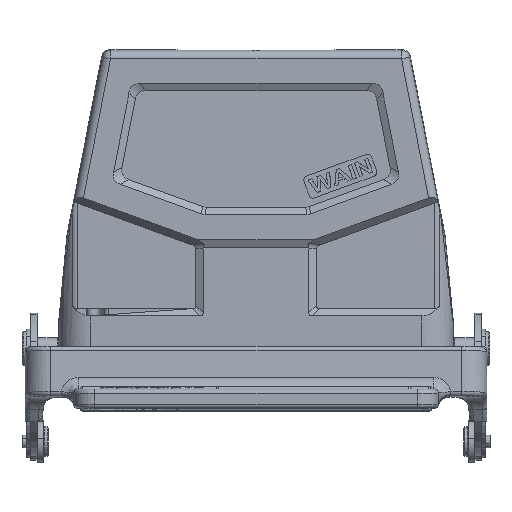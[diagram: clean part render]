
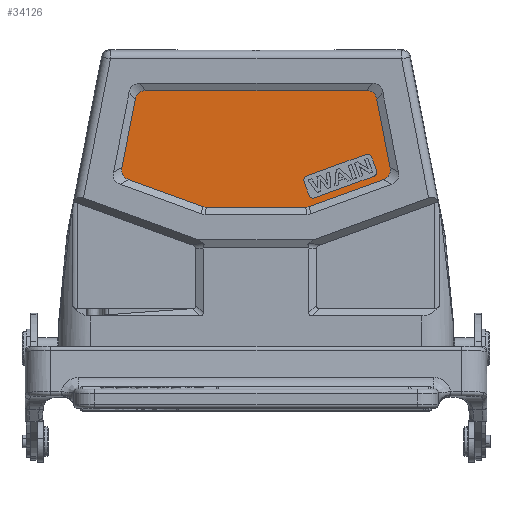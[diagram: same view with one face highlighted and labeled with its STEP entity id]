
A CAD part, top view. The second image highlights one B-rep face of the part: STEP entity #34126.
In plain terms, the highlighted planar face has unit normal (0, 0, 1).
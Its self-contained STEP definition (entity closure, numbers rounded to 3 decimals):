
#8760=CARTESIAN_POINT('',(-31.712,16.08,21.5));
#8761=CARTESIAN_POINT('',(-31.848,15.381,21.5));
#8762=CARTESIAN_POINT('',(-31.684,14.231,21.5));
#8763=CARTESIAN_POINT('',(-30.782,13.497,21.5));
#8764=CARTESIAN_POINT('',(-30.113,13.254,21.5));
#8790=DIRECTION('',(0.191,-0.982,0.));
#8791=VECTOR('',#8790,16.467);
#8792=CARTESIAN_POINT('',(28.57,32.245,21.5));
#8793=LINE('',#8792,#8791);
#8794=DIRECTION('',(-0.94,-0.342,0.));
#8795=VECTOR('',#8794,18.628);
#8796=CARTESIAN_POINT('',(30.113,13.254,21.5));
#8797=LINE('',#8796,#8795);
#8798=CARTESIAN_POINT('',(12.609,6.883,21.5));
#8799=CARTESIAN_POINT('',(12.333,6.782,21.5));
#8800=CARTESIAN_POINT('',(12.048,6.732,21.5));
#8801=CARTESIAN_POINT('',(11.754,6.732,21.5));
#8803=DIRECTION('',(-1.,0.,0.));
#8804=VECTOR('',#8803,23.508);
#8805=CARTESIAN_POINT('',(11.754,6.732,21.5));
#8806=LINE('',#8805,#8804);
#8807=CARTESIAN_POINT('',(-11.754,6.732,21.5));
#8808=CARTESIAN_POINT('',(-12.048,6.732,21.5));
#8809=CARTESIAN_POINT('',(-12.333,6.782,21.5));
#8810=CARTESIAN_POINT('',(-12.609,6.883,21.5));
#8812=DIRECTION('',(-0.94,0.342,0.));
#8813=VECTOR('',#8812,18.628);
#8814=CARTESIAN_POINT('',(-12.609,6.883,21.5));
#8815=LINE('',#8814,#8813);
#8816=DIRECTION('',(0.191,0.982,0.));
#8817=VECTOR('',#8816,16.467);
#8818=CARTESIAN_POINT('',(-31.712,16.08,21.5));
#8819=LINE('',#8818,#8817);
#8820=CARTESIAN_POINT('',(-28.57,32.245,21.5));
#8821=CARTESIAN_POINT('',(-28.439,32.919,21.5));
#8822=CARTESIAN_POINT('',(-27.877,33.904,21.5));
#8823=CARTESIAN_POINT('',(-26.803,34.268,21.5));
#8824=CARTESIAN_POINT('',(-26.116,34.268,21.5));
#8826=DIRECTION('',(1.,0.,0.));
#8827=VECTOR('',#8826,52.232);
#8828=CARTESIAN_POINT('',(-26.116,34.268,21.5));
#8829=LINE('',#8828,#8827);
#8830=CARTESIAN_POINT('',(26.116,34.268,21.5));
#8831=CARTESIAN_POINT('',(26.803,34.268,21.5));
#8832=CARTESIAN_POINT('',(27.877,33.904,21.5));
#8833=CARTESIAN_POINT('',(28.439,32.919,21.5));
#8834=CARTESIAN_POINT('',(28.57,32.245,21.5));
#8836=DIRECTION('',(0.342,-0.94,0.));
#8837=VECTOR('',#8836,3.5);
#8838=CARTESIAN_POINT('',(11.364,12.815,21.5));
#8839=LINE('',#8838,#8837);
#8840=CARTESIAN_POINT('',(13.501,9.868,21.5));
#8841=DIRECTION('',(0.,0.,1.));
#8842=DIRECTION('',(-0.94,-0.342,0.));
#8843=AXIS2_PLACEMENT_3D('',#8840,#8841,#8842);
#8845=DIRECTION('',(0.94,0.342,0.));
#8846=VECTOR('',#8845,15.);
#8847=CARTESIAN_POINT('',(13.843,8.928,21.5));
#8848=LINE('',#8847,#8846);
#8849=CARTESIAN_POINT('',(27.597,14.998,21.5));
#8850=DIRECTION('',(0.,0.,1.));
#8851=DIRECTION('',(0.342,-0.94,0.));
#8852=AXIS2_PLACEMENT_3D('',#8849,#8850,#8851);
#8854=CARTESIAN_POINT('',(27.597,14.998,21.5));
#8855=DIRECTION('',(0.,0.,1.));
#8856=DIRECTION('',(1.,0.,0.));
#8857=AXIS2_PLACEMENT_3D('',#8854,#8855,#8856);
#8859=DIRECTION('',(-0.342,0.94,0.));
#8860=VECTOR('',#8859,3.5);
#8861=CARTESIAN_POINT('',(28.536,15.34,21.5));
#8862=LINE('',#8861,#8860);
#8863=CARTESIAN_POINT('',(26.4,18.287,21.5));
#8864=DIRECTION('',(0.,0.,1.));
#8865=DIRECTION('',(0.94,0.342,0.));
#8866=AXIS2_PLACEMENT_3D('',#8863,#8864,#8865);
#8868=DIRECTION('',(-0.94,-0.342,0.));
#8869=VECTOR('',#8868,15.);
#8870=CARTESIAN_POINT('',(26.058,19.227,21.5));
#8871=LINE('',#8870,#8869);
#8872=CARTESIAN_POINT('',(12.304,13.157,21.5));
#8873=DIRECTION('',(0.,0.,1.));
#8874=DIRECTION('',(-0.342,0.94,0.));
#8875=AXIS2_PLACEMENT_3D('',#8872,#8873,#8874);
#8877=CARTESIAN_POINT('',(12.304,13.157,21.5));
#8878=DIRECTION('',(0.,0.,1.));
#8879=DIRECTION('',(-1.,0.,0.));
#8880=AXIS2_PLACEMENT_3D('',#8877,#8878,#8879);
#8900=CARTESIAN_POINT('',(30.113,13.254,21.5));
#8901=CARTESIAN_POINT('',(30.782,13.497,21.5));
#8902=CARTESIAN_POINT('',(31.684,14.231,21.5));
#8903=CARTESIAN_POINT('',(31.848,15.381,21.5));
#8904=CARTESIAN_POINT('',(31.712,16.08,21.5));
#16494=CARTESIAN_POINT('',(12.609,6.883,21.5));
#16495=VERTEX_POINT('',#16494);
#16496=CARTESIAN_POINT('',(30.113,13.254,21.5));
#16497=VERTEX_POINT('',#16496);
#16498=CARTESIAN_POINT('',(11.754,6.732,21.5));
#16499=VERTEX_POINT('',#16498);
#16500=CARTESIAN_POINT('',(-11.754,6.732,21.5));
#16501=VERTEX_POINT('',#16500);
#16502=CARTESIAN_POINT('',(-12.609,6.883,21.5));
#16503=VERTEX_POINT('',#16502);
#16504=CARTESIAN_POINT('',(-30.113,13.254,21.5));
#16505=VERTEX_POINT('',#16504);
#16506=CARTESIAN_POINT('',(-31.712,16.08,21.5));
#16507=VERTEX_POINT('',#16506);
#16508=CARTESIAN_POINT('',(-28.57,32.245,21.5));
#16509=VERTEX_POINT('',#16508);
#16510=CARTESIAN_POINT('',(-26.116,34.268,21.5));
#16511=VERTEX_POINT('',#16510);
#16512=CARTESIAN_POINT('',(26.116,34.268,21.5));
#16513=VERTEX_POINT('',#16512);
#16514=CARTESIAN_POINT('',(28.57,32.245,21.5));
#16515=CARTESIAN_POINT('',(31.712,16.08,21.5));
#16516=VERTEX_POINT('',#16514);
#16517=VERTEX_POINT('',#16515);
#16518=CARTESIAN_POINT('',(11.364,12.815,21.5));
#16519=CARTESIAN_POINT('',(12.562,9.526,21.5));
#16520=VERTEX_POINT('',#16518);
#16521=VERTEX_POINT('',#16519);
#16522=CARTESIAN_POINT('',(13.843,8.928,21.5));
#16523=VERTEX_POINT('',#16522);
#16524=CARTESIAN_POINT('',(27.939,14.059,21.5));
#16525=VERTEX_POINT('',#16524);
#16526=CARTESIAN_POINT('',(28.597,14.998,21.5));
#16527=VERTEX_POINT('',#16526);
#16528=CARTESIAN_POINT('',(28.536,15.34,21.5));
#16529=VERTEX_POINT('',#16528);
#16530=CARTESIAN_POINT('',(27.339,18.629,21.5));
#16531=VERTEX_POINT('',#16530);
#16532=CARTESIAN_POINT('',(26.058,19.227,21.5));
#16533=VERTEX_POINT('',#16532);
#16534=CARTESIAN_POINT('',(11.962,14.097,21.5));
#16535=VERTEX_POINT('',#16534);
#16536=CARTESIAN_POINT('',(11.304,13.157,21.5));
#16537=VERTEX_POINT('',#16536);
#34082=CARTESIAN_POINT('',(-34.102,12.862,21.5));
#34083=DIRECTION('',(0.,0.,-1.));
#34084=DIRECTION('',(-1.,0.,0.));
#34085=AXIS2_PLACEMENT_3D('',#34082,#34083,#34084);
#34086=PLANE('',#34085);
#34088=ORIENTED_EDGE('',*,*,#34087,.T.);
#34090=ORIENTED_EDGE('',*,*,#34089,.F.);
#34091=ORIENTED_EDGE('',*,*,#33963,.T.);
#34092=ORIENTED_EDGE('',*,*,#33978,.T.);
#34093=ORIENTED_EDGE('',*,*,#33992,.T.);
#34094=ORIENTED_EDGE('',*,*,#34006,.T.);
#34095=ORIENTED_EDGE('',*,*,#34020,.T.);
#34096=ORIENTED_EDGE('',*,*,#34034,.F.);
#34097=ORIENTED_EDGE('',*,*,#34048,.T.);
#34098=ORIENTED_EDGE('',*,*,#34062,.T.);
#34099=ORIENTED_EDGE('',*,*,#34073,.T.);
#34101=ORIENTED_EDGE('',*,*,#34100,.T.);
#34102=EDGE_LOOP('',(#34088,#34090,#34091,#34092,#34093,#34094,#34095,#34096,
#34097,#34098,#34099,#34101));
#34103=FACE_OUTER_BOUND('',#34102,.F.);
#34105=ORIENTED_EDGE('',*,*,#34104,.T.);
#34107=ORIENTED_EDGE('',*,*,#34106,.T.);
#34109=ORIENTED_EDGE('',*,*,#34108,.T.);
#34111=ORIENTED_EDGE('',*,*,#34110,.T.);
#34113=ORIENTED_EDGE('',*,*,#34112,.T.);
#34115=ORIENTED_EDGE('',*,*,#34114,.T.);
#34117=ORIENTED_EDGE('',*,*,#34116,.T.);
#34119=ORIENTED_EDGE('',*,*,#34118,.T.);
#34121=ORIENTED_EDGE('',*,*,#34120,.T.);
#34123=ORIENTED_EDGE('',*,*,#34122,.T.);
#34124=EDGE_LOOP('',(#34105,#34107,#34109,#34111,#34113,#34115,#34117,#34119,
#34121,#34123));
#34125=FACE_BOUND('',#34124,.F.);
#34126=ADVANCED_FACE('',(#34103,#34125),#34086,.F.);
#8765=B_SPLINE_CURVE_WITH_KNOTS('',3,(#8760,#8761,#8762,#8763,#8764),
.UNSPECIFIED.,.F.,.F.,(4,1,4),(0.,0.5,1.),.UNSPECIFIED.);
#8802=B_SPLINE_CURVE_WITH_KNOTS('',3,(#8798,#8799,#8800,#8801),.UNSPECIFIED.,
.F.,.F.,(4,4),(0.,1.),.UNSPECIFIED.);
#8811=B_SPLINE_CURVE_WITH_KNOTS('',3,(#8807,#8808,#8809,#8810),.UNSPECIFIED.,
.F.,.F.,(4,4),(0.,1.),.UNSPECIFIED.);
#8825=B_SPLINE_CURVE_WITH_KNOTS('',3,(#8820,#8821,#8822,#8823,#8824),
.UNSPECIFIED.,.F.,.F.,(4,1,4),(0.,0.5,1.),.UNSPECIFIED.);
#8835=B_SPLINE_CURVE_WITH_KNOTS('',3,(#8830,#8831,#8832,#8833,#8834),
.UNSPECIFIED.,.F.,.F.,(4,1,4),(0.,0.5,1.),.UNSPECIFIED.);
#8844=CIRCLE('',#8843,1.);
#8853=CIRCLE('',#8852,1.);
#8858=CIRCLE('',#8857,1.);
#8867=CIRCLE('',#8866,1.);
#8876=CIRCLE('',#8875,1.);
#8881=CIRCLE('',#8880,1.);
#8905=B_SPLINE_CURVE_WITH_KNOTS('',3,(#8900,#8901,#8902,#8903,#8904),
.UNSPECIFIED.,.F.,.F.,(4,1,4),(0.,0.5,1.),.UNSPECIFIED.);
#33963=EDGE_CURVE('',#16497,#16495,#8797,.T.);
#33978=EDGE_CURVE('',#16495,#16499,#8802,.T.);
#33992=EDGE_CURVE('',#16499,#16501,#8806,.T.);
#34006=EDGE_CURVE('',#16501,#16503,#8811,.T.);
#34020=EDGE_CURVE('',#16503,#16505,#8815,.T.);
#34034=EDGE_CURVE('',#16507,#16505,#8765,.T.);
#34048=EDGE_CURVE('',#16507,#16509,#8819,.T.);
#34062=EDGE_CURVE('',#16509,#16511,#8825,.T.);
#34073=EDGE_CURVE('',#16511,#16513,#8829,.T.);
#34087=EDGE_CURVE('',#16516,#16517,#8793,.T.);
#34089=EDGE_CURVE('',#16497,#16517,#8905,.T.);
#34100=EDGE_CURVE('',#16513,#16516,#8835,.T.);
#34104=EDGE_CURVE('',#16520,#16521,#8839,.T.);
#34106=EDGE_CURVE('',#16521,#16523,#8844,.T.);
#34108=EDGE_CURVE('',#16523,#16525,#8848,.T.);
#34110=EDGE_CURVE('',#16525,#16527,#8853,.T.);
#34112=EDGE_CURVE('',#16527,#16529,#8858,.T.);
#34114=EDGE_CURVE('',#16529,#16531,#8862,.T.);
#34116=EDGE_CURVE('',#16531,#16533,#8867,.T.);
#34118=EDGE_CURVE('',#16533,#16535,#8871,.T.);
#34120=EDGE_CURVE('',#16535,#16537,#8876,.T.);
#34122=EDGE_CURVE('',#16537,#16520,#8881,.T.);
